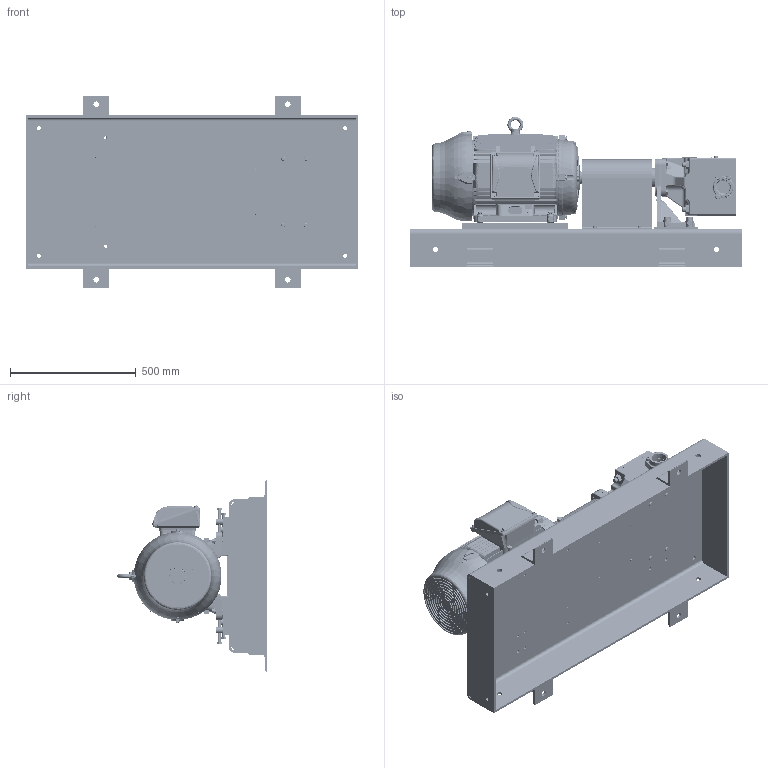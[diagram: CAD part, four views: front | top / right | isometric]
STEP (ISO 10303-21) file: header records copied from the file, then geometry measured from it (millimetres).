
FILE_DESCRIPTION (( 'STEP AP214' ), '1' );
FILE_NAME ('GPV-1415-015-U.STEP', '2016-09-27T21:13:31', ( '' ), ( '' ), 'SwSTEP 2.0', 'SolidWorks 2015', '' );
FILE_SCHEMA (( 'AUTOMOTIVE_DESIGN' ));
Length unit declared in the file: inch
Products named in the file (1): GPV-1415-015-U
Bounding box: 1320.8 x 597.08 x 762 mm (x, y, z)
Surface area: 7452183.6 mm2 (no closed solid volume)
Topology: 0 solids, 133 shells, 5946 faces, 15114 edges, 9815 vertices
Faces by surface type: plane 2907, cylinder 1320, bspline 909, cone 720, torus 64, sphere 26
Full cylindrical faces by diameter (mm): 3.175 x2, 4 x1, 6 x4, 6.35 x12, 6.528 x4, 7.25 x2, 7.45 x2, 7.925 x16, 7.937 x18, 7.938 x4, 7.95 x32, 8 x7, 8.731 x4, 9.525 x4, 10 x4, 10.716 x20, 11.1 x4, 11.146 x6, 11.6 x3, 12.7 x56, 13.46 x8, 13.487 x8, 13.492 x8, 13.894 x4, 14.287 x4, 14.288 x3, 15.6 x4, 15.875 x8, 17.45 x4, 17.462 x2
Entity records: 377384 total; most frequent: CARTESIAN_POINT 169059, ORIENTED_EDGE 28644, DIRECTION 22211, EDGE_CURVE 14327, VERTEX_POINT 9644, AXIS2_PLACEMENT_3D 7684, EDGE_LOOP 7326, LINE 6843
